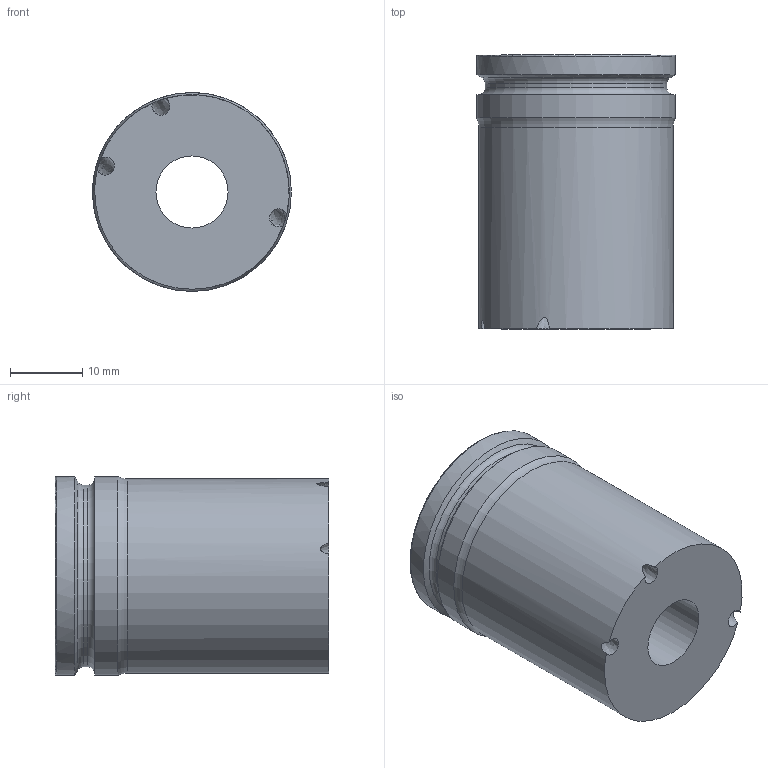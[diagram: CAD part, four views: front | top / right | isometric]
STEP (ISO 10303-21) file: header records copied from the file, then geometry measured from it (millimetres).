
FILE_DESCRIPTION(/* description */ (''),/* implementation_level */ '2;1');
FILE_NAME(/* name */ 'new_vial_cap.step',/* time_stamp */ '2022-07-25T17:47:26+02:00',/* author */ (''),/* organization */ (''),/* preprocessor_version */ 'ST-DEVELOPER v18.1',/* originating_system */ 'Autodesk Translation Framework v10.14.0.1471',/* authorisation */ '');
FILE_SCHEMA (('AUTOMOTIVE_DESIGN { 1 0 10303 214 3 1 1 }'));
Length unit declared in the file: millimetre
Products named in the file (1): cap_with_robot_center_full_paper
Bounding box: 27.6 x 38 x 27.6 mm (x, y, z)
Volume: 11473.7 mm3; surface area: 6981 mm2
Topology: 1 solids, 1 shells, 31 faces, 88 edges, 57 vertices
Faces by surface type: cylinder 10, bspline 8, plane 6, torus 4, cone 3
Full cylindrical faces by diameter (mm): 10 x1, 24 x1, 24.5 x2, 25.2 x1, 27 x1, 27.6 x2
Entity records: 5563 total; most frequent: CARTESIAN_POINT 4720, ORIENTED_EDGE 176, DIRECTION 168, EDGE_CURVE 88, AXIS2_PLACEMENT_3D 74, VERTEX_POINT 57, CIRCLE 48, EDGE_LOOP 37
